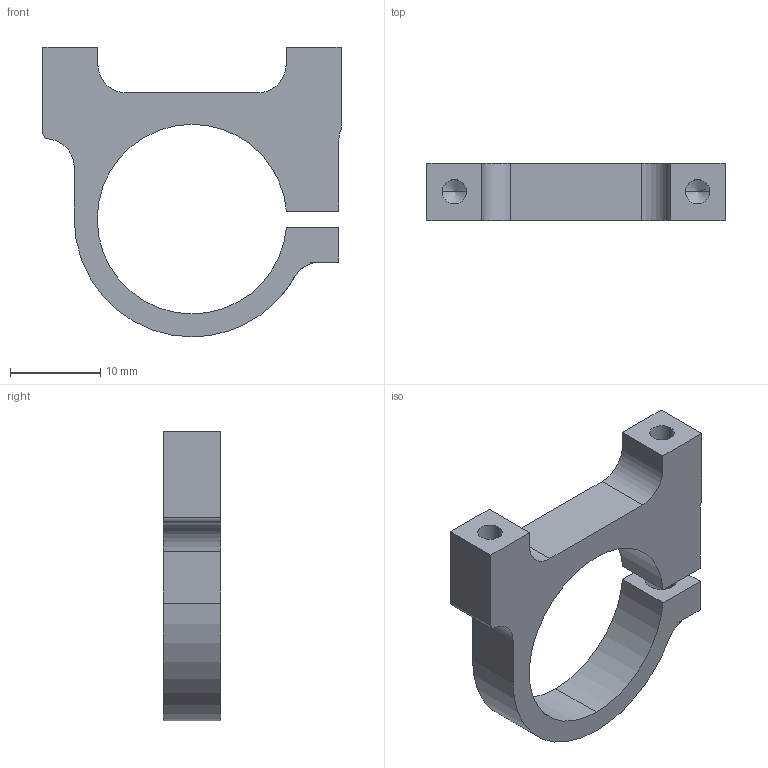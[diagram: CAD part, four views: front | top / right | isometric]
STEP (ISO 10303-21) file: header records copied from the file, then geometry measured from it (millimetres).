
FILE_DESCRIPTION (( 'STEP AP203' ), '1' );
FILE_NAME ('585660.STEP', '2014-07-15T15:50:25', ( 'Kyle' ), ( 'Microsoft' ), 'SwSTEP 2.0', 'SolidWorks 2014', '' );
FILE_SCHEMA (( 'CONFIG_CONTROL_DESIGN' ));
Length unit declared in the file: inch
Products named in the file (1): 585660
Bounding box: 33.02 x 6.35 x 32.09 mm (x, y, z)
Volume: 2495.8 mm3; surface area: 2353.2 mm2
Topology: 1 solids, 1 shells, 42 faces, 114 edges, 71 vertices
Faces by surface type: cylinder 21, plane 15, cone 6
Entity records: 1403 total; most frequent: CARTESIAN_POINT 261, DIRECTION 230, ORIENTED_EDGE 216, EDGE_CURVE 108, AXIS2_PLACEMENT_3D 82, VERTEX_POINT 71, LINE 66, VECTOR 66
